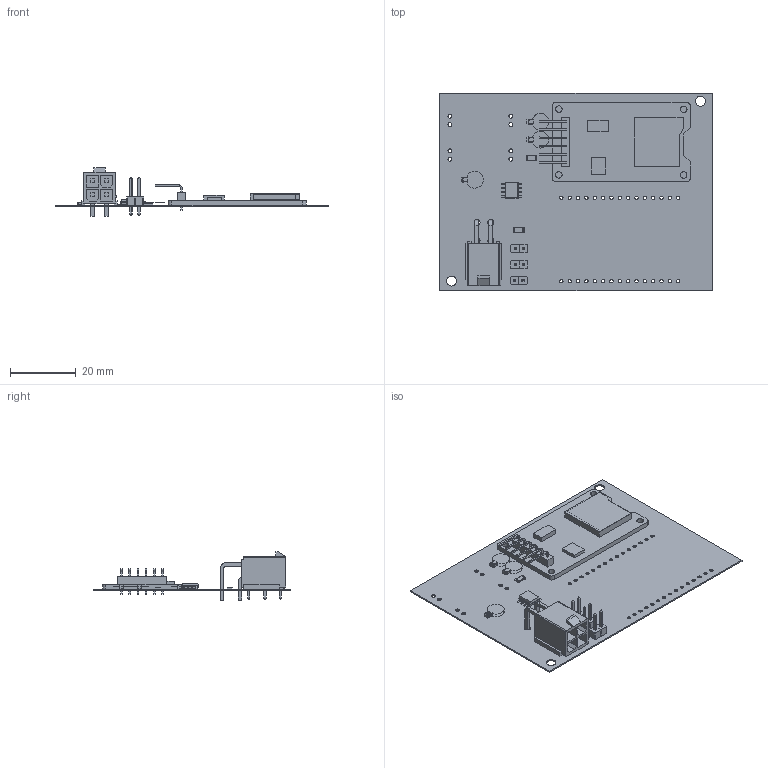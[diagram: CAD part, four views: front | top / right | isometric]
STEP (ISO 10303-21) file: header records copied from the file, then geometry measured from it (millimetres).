
FILE_DESCRIPTION(('Open CASCADE Model'),'2;1');
FILE_NAME('Open CASCADE Shape Model','2023-03-29T23:35:15',('Author'),( 'Open CASCADE'),'Open CASCADE STEP processor 7.5','Open CASCADE 7.5' ,'Unknown');
FILE_SCHEMA(('AUTOMOTIVE_DESIGN { 1 0 10303 214 1 1 1 1 }'));
Length unit declared in the file: millimetre
Products named in the file (1): PCB
Bounding box: 82.8 x 60.07 x 14.7 mm (x, y, z)
Volume: 3049.8 mm3; surface area: 16097.6 mm2
Topology: 32 solids, 308 shells, 955 faces, 3017 edges, 2402 vertices
Faces by surface type: plane 678, cylinder 231, sphere 46
Full cylindrical faces by diameter (mm): 1.02 x30, 1.2 x20, 1.8 x4, 3 x2
Entity records: 35647 total; most frequent: CARTESIAN_POINT 6687, DIRECTION 5485, ORIENTED_EDGE 4566, EDGE_CURVE 2945, VERTEX_POINT 2342, LINE 2245, VECTOR 2245, AXIS2_PLACEMENT_3D 1620
